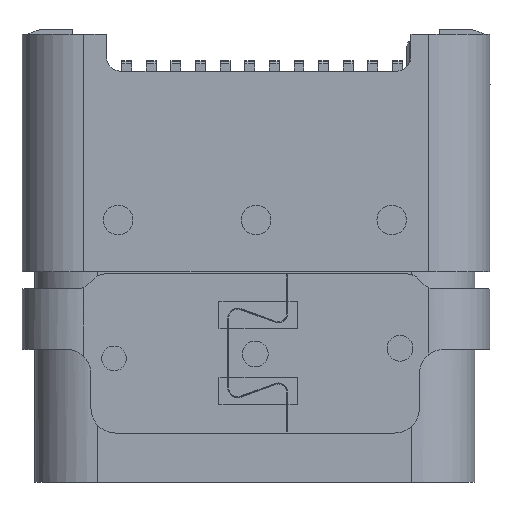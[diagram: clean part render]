
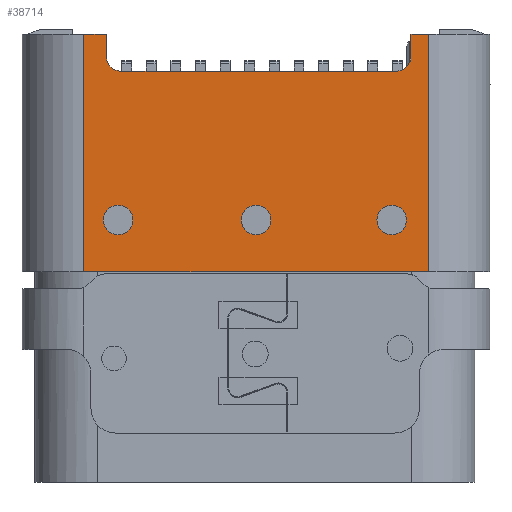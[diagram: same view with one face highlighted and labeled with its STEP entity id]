
A CAD part, top view. The second image highlights one B-rep face of the part: STEP entity #38714.
In plain terms, the highlighted face is planar.
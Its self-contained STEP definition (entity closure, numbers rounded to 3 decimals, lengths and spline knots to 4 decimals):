
#1398=CIRCLE('',#53223,0.3);
#1399=CIRCLE('',#53225,0.3);
#1400=CIRCLE('',#53227,0.3);
#1402=CIRCLE('',#53230,0.3);
#1403=CIRCLE('',#53233,0.3);
#11051=ORIENTED_EDGE('',*,*,#17655,.T.);
#11052=ORIENTED_EDGE('',*,*,#17656,.F.);
#11053=ORIENTED_EDGE('',*,*,#17657,.T.);
#11054=ORIENTED_EDGE('',*,*,#17658,.F.);
#11055=ORIENTED_EDGE('',*,*,#17647,.F.);
#11056=ORIENTED_EDGE('',*,*,#17631,.F.);
#11057=ORIENTED_EDGE('',*,*,#17630,.T.);
#11058=ORIENTED_EDGE('',*,*,#17627,.F.);
#11059=ORIENTED_EDGE('',*,*,#17636,.F.);
#11060=ORIENTED_EDGE('',*,*,#17659,.F.);
#11061=ORIENTED_EDGE('',*,*,#17623,.F.);
#11062=ORIENTED_EDGE('',*,*,#17622,.F.);
#11063=ORIENTED_EDGE('',*,*,#17621,.F.);
#17621=EDGE_CURVE('',#21646,#21646,#1398,.T.);
#17622=EDGE_CURVE('',#21647,#21647,#1399,.T.);
#17623=EDGE_CURVE('',#21648,#21648,#1400,.T.);
#17627=EDGE_CURVE('',#21652,#21650,#1402,.T.);
#17630=EDGE_CURVE('',#21653,#21650,#26149,.T.);
#17631=EDGE_CURVE('',#21653,#21655,#1403,.T.);
#17636=EDGE_CURVE('',#21659,#21652,#26152,.T.);
#17647=EDGE_CURVE('',#21655,#21669,#26162,.T.);
#17655=EDGE_CURVE('',#21675,#21676,#26170,.T.);
#17656=EDGE_CURVE('',#21677,#21676,#26171,.T.);
#17657=EDGE_CURVE('',#21677,#21678,#26172,.T.);
#17658=EDGE_CURVE('',#21669,#21678,#26173,.T.);
#17659=EDGE_CURVE('',#21675,#21659,#26174,.T.);
#21646=VERTEX_POINT('',#74288);
#21647=VERTEX_POINT('',#74291);
#21648=VERTEX_POINT('',#74294);
#21650=VERTEX_POINT('',#74298);
#21652=VERTEX_POINT('',#74302);
#21653=VERTEX_POINT('',#74306);
#21655=VERTEX_POINT('',#74312);
#21659=VERTEX_POINT('',#74322);
#21669=VERTEX_POINT('',#74348);
#21675=VERTEX_POINT('',#74364);
#21676=VERTEX_POINT('',#74365);
#21677=VERTEX_POINT('',#74367);
#21678=VERTEX_POINT('',#74369);
#26149=LINE('',#74309,#30648);
#26152=LINE('',#74323,#30651);
#26162=LINE('',#74347,#30661);
#26170=LINE('',#74363,#30669);
#26171=LINE('',#74366,#30670);
#26172=LINE('',#74368,#30671);
#26173=LINE('',#74370,#30672);
#26174=LINE('',#74371,#30673);
#30648=VECTOR('',#62567,1000.);
#30651=VECTOR('',#62582,1000.);
#30661=VECTOR('',#62602,1000.);
#30669=VECTOR('',#62614,1000.);
#30670=VECTOR('',#62615,1000.);
#30671=VECTOR('',#62616,1000.);
#30672=VECTOR('',#62617,1000.);
#30673=VECTOR('',#62618,1000.);
#32979=EDGE_LOOP('',(#11051,#11052,#11053,#11054,#11055,#11056,#11057,#11058,
#11059,#11060));
#32980=EDGE_LOOP('',(#11061));
#32981=EDGE_LOOP('',(#11062));
#32982=EDGE_LOOP('',(#11063));
#35081=FACE_BOUND('',#32979,.T.);
#35082=FACE_BOUND('',#32980,.T.);
#35083=FACE_BOUND('',#32981,.T.);
#35084=FACE_BOUND('',#32982,.T.);
#36820=PLANE('',#53244);
#38714=ADVANCED_FACE('',(#35081,#35082,#35083,#35084),#36820,.F.);
#53223=AXIS2_PLACEMENT_3D('',#74287,#62545,#62546);
#53225=AXIS2_PLACEMENT_3D('',#74290,#62549,#62550);
#53227=AXIS2_PLACEMENT_3D('',#74293,#62553,#62554);
#53230=AXIS2_PLACEMENT_3D('',#74303,#62561,#62562);
#53233=AXIS2_PLACEMENT_3D('',#74311,#62570,#62571);
#53244=AXIS2_PLACEMENT_3D('',#74362,#62612,#62613);
#62545=DIRECTION('',(0.,-1.,0.));
#62546=DIRECTION('',(1.,0.,0.));
#62549=DIRECTION('',(0.,-1.,0.));
#62550=DIRECTION('',(1.,0.,0.));
#62553=DIRECTION('',(0.,-1.,0.));
#62554=DIRECTION('',(1.,0.,0.));
#62561=DIRECTION('',(0.,-1.,0.));
#62562=DIRECTION('',(1.,0.,0.));
#62567=DIRECTION('',(1.,0.,0.));
#62570=DIRECTION('',(0.,-1.,0.));
#62571=DIRECTION('',(0.,0.,1.));
#62582=DIRECTION('',(0.,0.,1.));
#62602=DIRECTION('',(0.,0.,-1.));
#62612=DIRECTION('',(0.,1.,0.));
#62613=DIRECTION('',(-1.,0.,0.));
#62614=DIRECTION('',(0.,0.,1.));
#62615=DIRECTION('',(1.,0.,0.));
#62616=DIRECTION('',(0.,0.,-1.));
#62617=DIRECTION('',(-1.,0.,0.));
#62618=DIRECTION('',(-1.,0.,0.));
#74287=CARTESIAN_POINT('',(49.7466,-1.795,-31.0672));
#74288=CARTESIAN_POINT('',(50.0466,-1.795,-31.0672));
#74290=CARTESIAN_POINT('',(55.3027,-1.795,-31.0672));
#74291=CARTESIAN_POINT('',(55.6027,-1.795,-31.0672));
#74293=CARTESIAN_POINT('',(52.5015,-1.795,-31.0672));
#74294=CARTESIAN_POINT('',(52.8015,-1.795,-31.0672));
#74298=CARTESIAN_POINT('',(55.2463,-1.795,-34.0898));
#74302=CARTESIAN_POINT('',(55.5463,-1.795,-34.3898));
#74303=CARTESIAN_POINT('',(55.2463,-1.795,-34.3898));
#74306=CARTESIAN_POINT('',(49.6565,-1.795,-34.0898));
#74309=CARTESIAN_POINT('',(55.0815,-1.795,-34.0898));
#74311=CARTESIAN_POINT('',(49.6565,-1.795,-34.3898));
#74312=CARTESIAN_POINT('',(49.3565,-1.795,-34.3898));
#74322=CARTESIAN_POINT('',(55.5463,-1.795,-34.8398));
#74323=CARTESIAN_POINT('',(55.5463,-1.795,-34.0898));
#74347=CARTESIAN_POINT('',(49.3565,-1.795,-34.3898));
#74348=CARTESIAN_POINT('',(49.3565,-1.795,-34.8398));
#74362=CARTESIAN_POINT('',(49.0015,-1.795,-34.8398));
#74363=CARTESIAN_POINT('',(56.0015,-1.795,-34.8398));
#74364=CARTESIAN_POINT('',(56.0015,-1.795,-34.8398));
#74365=CARTESIAN_POINT('',(56.0015,-1.795,-30.0198));
#74366=CARTESIAN_POINT('',(49.0015,-1.795,-30.0198));
#74367=CARTESIAN_POINT('',(49.0015,-1.795,-30.0198));
#74368=CARTESIAN_POINT('',(49.0015,-1.795,-30.0598));
#74369=CARTESIAN_POINT('',(49.0015,-1.795,-34.8398));
#74370=CARTESIAN_POINT('',(49.3565,-1.795,-34.8398));
#74371=CARTESIAN_POINT('',(56.0015,-1.795,-34.8398));
